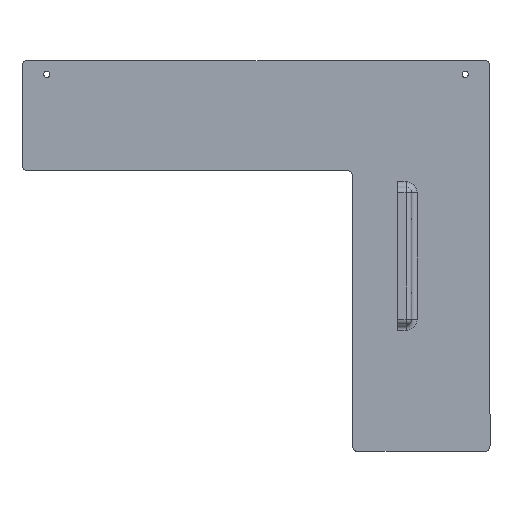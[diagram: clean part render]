
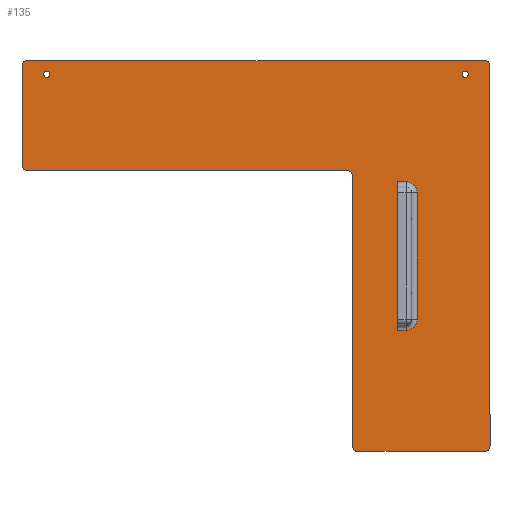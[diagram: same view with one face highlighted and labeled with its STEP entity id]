
A CAD part, top view. The second image highlights one B-rep face of the part: STEP entity #135.
In plain terms, the highlighted planar face has unit normal (0, 0, 1).
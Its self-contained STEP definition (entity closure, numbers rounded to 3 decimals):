
#60=FACE_BOUND('',#212,.T.);
#61=FACE_BOUND('',#213,.T.);
#62=FACE_BOUND('',#214,.T.);
#63=FACE_BOUND('',#215,.T.);
#87=CIRCLE('',#689,4.);
#88=CIRCLE('',#690,4.);
#89=CIRCLE('',#691,1.15);
#90=CIRCLE('',#692,1.15);
#91=CIRCLE('',#693,2.);
#92=CIRCLE('',#694,2.);
#93=CIRCLE('',#695,2.);
#94=CIRCLE('',#696,2.);
#95=CIRCLE('',#697,2.);
#96=CIRCLE('',#698,2.);
#135=ADVANCED_FACE('',(#60,#61,#62,#63),#172,.F.);
#172=PLANE('',#699);
#212=EDGE_LOOP('',(#284,#285,#286,#287,#288,#289));
#213=EDGE_LOOP('',(#290));
#214=EDGE_LOOP('',(#291));
#215=EDGE_LOOP('',(#292,#293,#294,#295,#296,#297,#298,#299,#300,#301,#302,
#303));
#284=ORIENTED_EDGE('',*,*,#524,.T.);
#285=ORIENTED_EDGE('',*,*,#525,.T.);
#286=ORIENTED_EDGE('',*,*,#526,.T.);
#287=ORIENTED_EDGE('',*,*,#527,.F.);
#288=ORIENTED_EDGE('',*,*,#528,.T.);
#289=ORIENTED_EDGE('',*,*,#529,.F.);
#290=ORIENTED_EDGE('',*,*,#530,.T.);
#291=ORIENTED_EDGE('',*,*,#531,.T.);
#292=ORIENTED_EDGE('',*,*,#510,.F.);
#293=ORIENTED_EDGE('',*,*,#532,.T.);
#294=ORIENTED_EDGE('',*,*,#504,.F.);
#295=ORIENTED_EDGE('',*,*,#533,.T.);
#296=ORIENTED_EDGE('',*,*,#500,.F.);
#297=ORIENTED_EDGE('',*,*,#534,.T.);
#298=ORIENTED_EDGE('',*,*,#522,.F.);
#299=ORIENTED_EDGE('',*,*,#535,.T.);
#300=ORIENTED_EDGE('',*,*,#518,.F.);
#301=ORIENTED_EDGE('',*,*,#536,.T.);
#302=ORIENTED_EDGE('',*,*,#514,.F.);
#303=ORIENTED_EDGE('',*,*,#537,.T.);
#440=VERTEX_POINT('',#970);
#441=VERTEX_POINT('',#971);
#444=VERTEX_POINT('',#979);
#445=VERTEX_POINT('',#980);
#450=VERTEX_POINT('',#991);
#451=VERTEX_POINT('',#993);
#454=VERTEX_POINT('',#1000);
#455=VERTEX_POINT('',#1002);
#458=VERTEX_POINT('',#1009);
#459=VERTEX_POINT('',#1011);
#462=VERTEX_POINT('',#1018);
#463=VERTEX_POINT('',#1020);
#464=VERTEX_POINT('',#1024);
#465=VERTEX_POINT('',#1025);
#466=VERTEX_POINT('',#1027);
#467=VERTEX_POINT('',#1029);
#468=VERTEX_POINT('',#1031);
#469=VERTEX_POINT('',#1033);
#470=VERTEX_POINT('',#1036);
#471=VERTEX_POINT('',#1038);
#500=EDGE_CURVE('',#440,#441,#590,.T.);
#504=EDGE_CURVE('',#444,#445,#594,.T.);
#510=EDGE_CURVE('',#450,#451,#600,.T.);
#514=EDGE_CURVE('',#454,#455,#604,.T.);
#518=EDGE_CURVE('',#458,#459,#608,.T.);
#522=EDGE_CURVE('',#462,#463,#612,.T.);
#524=EDGE_CURVE('',#464,#465,#614,.T.);
#525=EDGE_CURVE('',#465,#466,#615,.T.);
#526=EDGE_CURVE('',#466,#467,#616,.T.);
#527=EDGE_CURVE('',#468,#467,#87,.T.);
#528=EDGE_CURVE('',#468,#469,#617,.T.);
#529=EDGE_CURVE('',#464,#469,#88,.T.);
#530=EDGE_CURVE('',#470,#470,#89,.T.);
#531=EDGE_CURVE('',#471,#471,#90,.T.);
#532=EDGE_CURVE('',#450,#445,#91,.T.);
#533=EDGE_CURVE('',#444,#441,#92,.T.);
#534=EDGE_CURVE('',#440,#463,#93,.T.);
#535=EDGE_CURVE('',#462,#459,#94,.T.);
#536=EDGE_CURVE('',#458,#455,#95,.T.);
#537=EDGE_CURVE('',#454,#451,#96,.T.);
#590=LINE('',#969,#636);
#594=LINE('',#978,#640);
#600=LINE('',#992,#646);
#604=LINE('',#1001,#650);
#608=LINE('',#1010,#654);
#612=LINE('',#1019,#658);
#614=LINE('',#1023,#660);
#615=LINE('',#1026,#661);
#616=LINE('',#1028,#662);
#617=LINE('',#1032,#663);
#636=VECTOR('',#764,1.);
#640=VECTOR('',#770,1.);
#646=VECTOR('',#778,1.);
#650=VECTOR('',#784,1.);
#654=VECTOR('',#790,1.);
#658=VECTOR('',#796,1.);
#660=VECTOR('',#800,1.);
#661=VECTOR('',#801,1.);
#662=VECTOR('',#802,1.);
#663=VECTOR('',#805,1.);
#689=AXIS2_PLACEMENT_3D('',#1030,#803,#804);
#690=AXIS2_PLACEMENT_3D('',#1034,#806,#807);
#691=AXIS2_PLACEMENT_3D('',#1035,#808,#809);
#692=AXIS2_PLACEMENT_3D('',#1037,#810,#811);
#693=AXIS2_PLACEMENT_3D('',#1039,#812,#813);
#694=AXIS2_PLACEMENT_3D('',#1040,#814,#815);
#695=AXIS2_PLACEMENT_3D('',#1041,#816,#817);
#696=AXIS2_PLACEMENT_3D('',#1042,#818,#819);
#697=AXIS2_PLACEMENT_3D('',#1043,#820,#821);
#698=AXIS2_PLACEMENT_3D('',#1044,#822,#823);
#699=AXIS2_PLACEMENT_3D('',#1045,#824,#825);
#764=DIRECTION('',(0.,1.,0.));
#770=DIRECTION('',(1.,0.,0.));
#778=DIRECTION('',(0.,-1.,0.));
#784=DIRECTION('',(-1.,0.,0.));
#790=DIRECTION('',(0.,1.,0.));
#796=DIRECTION('',(-1.,0.,0.));
#800=DIRECTION('',(-1.,0.,0.));
#801=DIRECTION('',(0.,1.,0.));
#802=DIRECTION('',(1.,0.,0.));
#803=DIRECTION('',(0.,0.,1.));
#804=DIRECTION('',(-1.,0.,0.));
#805=DIRECTION('',(0.,-1.,0.));
#806=DIRECTION('',(0.,0.,1.));
#807=DIRECTION('',(-1.,0.,0.));
#808=DIRECTION('',(0.,0.,-1.));
#809=DIRECTION('',(-1.,0.,0.));
#810=DIRECTION('',(0.,0.,-1.));
#811=DIRECTION('',(-1.,0.,0.));
#812=DIRECTION('',(0.,0.,1.));
#813=DIRECTION('',(-1.,0.,0.));
#814=DIRECTION('',(0.,0.,1.));
#815=DIRECTION('',(-1.,0.,0.));
#816=DIRECTION('',(0.,0.,1.));
#817=DIRECTION('',(-1.,0.,0.));
#818=DIRECTION('',(0.,0.,-1.));
#819=DIRECTION('',(-1.,0.,0.));
#820=DIRECTION('',(0.,0.,1.));
#821=DIRECTION('',(-1.,0.,0.));
#822=DIRECTION('',(0.,0.,1.));
#823=DIRECTION('',(-1.,0.,0.));
#824=DIRECTION('',(0.,0.,-1.));
#825=DIRECTION('',(-1.,0.,0.));
#969=CARTESIAN_POINT('',(-85.,31.,3.));
#970=CARTESIAN_POINT('',(-85.,33.,3.));
#971=CARTESIAN_POINT('',(-85.,69.,3.));
#978=CARTESIAN_POINT('',(-85.,71.,3.));
#979=CARTESIAN_POINT('',(-83.,71.,3.));
#980=CARTESIAN_POINT('',(83.,71.,3.));
#991=CARTESIAN_POINT('',(85.,69.,3.));
#992=CARTESIAN_POINT('',(85.,71.,3.));
#993=CARTESIAN_POINT('',(85.,-69.,3.));
#1000=CARTESIAN_POINT('',(83.,-71.,3.));
#1001=CARTESIAN_POINT('',(85.,-71.,3.));
#1002=CARTESIAN_POINT('',(37.,-71.,3.));
#1009=CARTESIAN_POINT('',(35.,-69.,3.));
#1010=CARTESIAN_POINT('',(35.,-71.,3.));
#1011=CARTESIAN_POINT('',(35.,29.,3.));
#1018=CARTESIAN_POINT('',(33.,31.,3.));
#1019=CARTESIAN_POINT('',(35.,31.,3.));
#1020=CARTESIAN_POINT('',(-83.,31.,3.));
#1023=CARTESIAN_POINT('',(0.,-27.,3.));
#1024=CARTESIAN_POINT('',(54.5,-27.,3.));
#1025=CARTESIAN_POINT('',(51.5,-27.,3.));
#1026=CARTESIAN_POINT('',(51.5,-25.,3.));
#1027=CARTESIAN_POINT('',(51.5,27.,3.));
#1028=CARTESIAN_POINT('',(0.,27.,3.));
#1029=CARTESIAN_POINT('',(54.5,27.,3.));
#1030=CARTESIAN_POINT('',(54.5,23.,3.));
#1031=CARTESIAN_POINT('',(58.5,23.,3.));
#1032=CARTESIAN_POINT('',(58.5,0.,3.));
#1033=CARTESIAN_POINT('',(58.5,-23.,3.));
#1034=CARTESIAN_POINT('',(54.5,-23.,3.));
#1035=CARTESIAN_POINT('',(-76.,66.,3.));
#1036=CARTESIAN_POINT('',(-77.15,66.,3.));
#1037=CARTESIAN_POINT('',(76.,66.,3.));
#1038=CARTESIAN_POINT('',(74.85,66.,3.));
#1039=CARTESIAN_POINT('',(83.,69.,3.));
#1040=CARTESIAN_POINT('',(-83.,69.,3.));
#1041=CARTESIAN_POINT('',(-83.,33.,3.));
#1042=CARTESIAN_POINT('',(33.,29.,3.));
#1043=CARTESIAN_POINT('',(37.,-69.,3.));
#1044=CARTESIAN_POINT('',(83.,-69.,3.));
#1045=CARTESIAN_POINT('',(0.,0.,3.));
